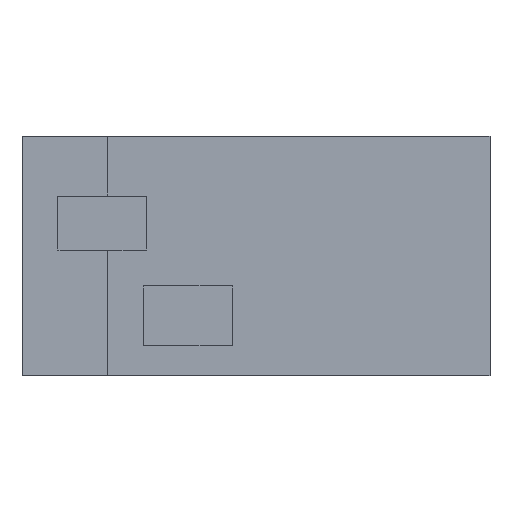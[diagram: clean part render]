
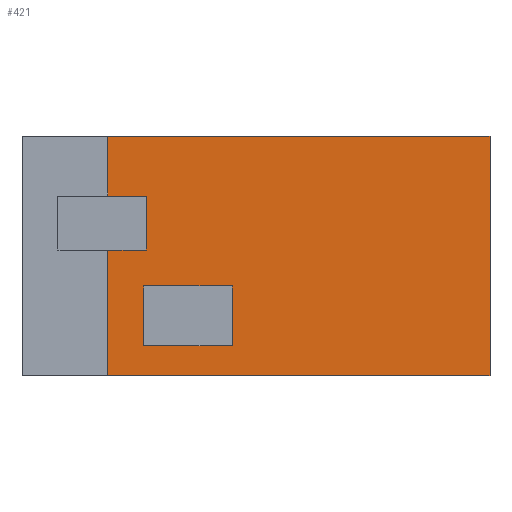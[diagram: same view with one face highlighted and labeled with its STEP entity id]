
A CAD part, left-side view. The second image highlights one B-rep face of the part: STEP entity #421.
In plain terms, the highlighted planar face has unit normal (-1, 0, 0).
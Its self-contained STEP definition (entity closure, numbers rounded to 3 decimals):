
#8 = EDGE_CURVE ( 'NONE', #1285, #899, #1520, .T. ) ;
#23 = LINE ( 'NONE', #952, #70 ) ;
#37 = VECTOR ( 'NONE', #1007, 1000. ) ;
#42 = VERTEX_POINT ( 'NONE', #1210 ) ;
#70 = VECTOR ( 'NONE', #1557, 1000. ) ;
#104 = CARTESIAN_POINT ( 'NONE',  ( 0., 43., 5. ) ) ;
#112 = CARTESIAN_POINT ( 'NONE',  ( 0., 43., 15. ) ) ;
#127 = CARTESIAN_POINT ( 'NONE',  ( 0., 43., 15. ) ) ;
#201 = DIRECTION ( 'NONE',  ( 0., 0., -1. ) ) ;
#205 = LINE ( 'NONE', #505, #37 ) ;
#207 = CARTESIAN_POINT ( 'NONE',  ( 0., 63.75, 40. ) ) ;
#233 = DIRECTION ( 'NONE',  ( 0., 0., -1. ) ) ;
#237 = LINE ( 'NONE', #1747, #850 ) ;
#245 = LINE ( 'NONE', #897, #1713 ) ;
#246 = DIRECTION ( 'NONE',  ( 0., -1., 0. ) ) ;
#284 = CARTESIAN_POINT ( 'NONE',  ( 0., 63.75, 21. ) ) ;
#362 = CARTESIAN_POINT ( 'NONE',  ( 0., 0., 40. ) ) ;
#391 = LINE ( 'NONE', #1298, #1741 ) ;
#402 = DIRECTION ( 'NONE',  ( 0., -1., 0. ) ) ;
#421 = ADVANCED_FACE ( 'NONE', ( #1232, #1875 ), #934, .T. ) ;
#436 = EDGE_CURVE ( 'NONE', #889, #1792, #1858, .T. ) ;
#468 = CARTESIAN_POINT ( 'NONE',  ( 0., 0., 40. ) ) ;
#471 = EDGE_CURVE ( 'NONE', #889, #1285, #1703, .T. ) ;
#505 = CARTESIAN_POINT ( 'NONE',  ( 0., 57.75, 5. ) ) ;
#509 = LINE ( 'NONE', #1755, #1969 ) ;
#577 = ORIENTED_EDGE ( 'NONE', *, *, #997, .T. ) ;
#600 = EDGE_CURVE ( 'NONE', #1792, #1364, #1579, .T. ) ;
#633 = VERTEX_POINT ( 'NONE', #680 ) ;
#675 = VECTOR ( 'NONE', #201, 1000. ) ;
#680 = CARTESIAN_POINT ( 'NONE',  ( 0., 57.75, 5. ) ) ;
#696 = DIRECTION ( 'NONE',  ( 0., 1., 0. ) ) ;
#723 = CARTESIAN_POINT ( 'NONE',  ( 0., 63.75, 30. ) ) ;
#741 = VECTOR ( 'NONE', #246, 1000. ) ;
#783 = DIRECTION ( 'NONE',  ( 0., 0., 1. ) ) ;
#793 = ORIENTED_EDGE ( 'NONE', *, *, #1797, .T. ) ;
#808 = CARTESIAN_POINT ( 'NONE',  ( 0., 0., 40. ) ) ;
#836 = CARTESIAN_POINT ( 'NONE',  ( 0., 63.75, 40. ) ) ;
#849 = VERTEX_POINT ( 'NONE', #1415 ) ;
#850 = VECTOR ( 'NONE', #856, 1000. ) ;
#856 = DIRECTION ( 'NONE',  ( 0., 0., -1. ) ) ;
#889 = VERTEX_POINT ( 'NONE', #362 ) ;
#897 = CARTESIAN_POINT ( 'NONE',  ( 0., 43., 5. ) ) ;
#899 = VERTEX_POINT ( 'NONE', #1740 ) ;
#914 = EDGE_LOOP ( 'NONE', ( #577, #1311, #1894, #1381 ) ) ;
#934 = PLANE ( 'NONE',  #1517 ) ;
#952 = CARTESIAN_POINT ( 'NONE',  ( 0., 72.05, 21. ) ) ;
#976 = EDGE_CURVE ( 'NONE', #633, #849, #205, .T. ) ;
#997 = EDGE_CURVE ( 'NONE', #1523, #1190, #391, .T. ) ;
#1007 = DIRECTION ( 'NONE',  ( 0., 0., 1. ) ) ;
#1014 = ORIENTED_EDGE ( 'NONE', *, *, #1888, .T. ) ;
#1033 = VERTEX_POINT ( 'NONE', #1887 ) ;
#1116 = DIRECTION ( 'NONE',  ( -1., 0., 0. ) ) ;
#1128 = VECTOR ( 'NONE', #1178, 1000. ) ;
#1137 = ORIENTED_EDGE ( 'NONE', *, *, #600, .T. ) ;
#1166 = CARTESIAN_POINT ( 'NONE',  ( 0., 72.05, 30. ) ) ;
#1178 = DIRECTION ( 'NONE',  ( 0., 1., 0. ) ) ;
#1190 = VERTEX_POINT ( 'NONE', #104 ) ;
#1210 = CARTESIAN_POINT ( 'NONE',  ( 0., 57.3, 21. ) ) ;
#1228 = VECTOR ( 'NONE', #1534, 1000. ) ;
#1231 = EDGE_LOOP ( 'NONE', ( #1348, #1793, #1669, #1500, #1949, #1137, #1014, #793 ) ) ;
#1232 = FACE_BOUND ( 'NONE', #914, .T. ) ;
#1242 = CARTESIAN_POINT ( 'NONE',  ( 0., 0., 40. ) ) ;
#1255 = EDGE_CURVE ( 'NONE', #42, #1617, #23, .T. ) ;
#1285 = VERTEX_POINT ( 'NONE', #1686 ) ;
#1298 = CARTESIAN_POINT ( 'NONE',  ( 0., 43., 5. ) ) ;
#1310 = DIRECTION ( 'NONE',  ( 0., 0., -1. ) ) ;
#1311 = ORIENTED_EDGE ( 'NONE', *, *, #1380, .T. ) ;
#1331 = EDGE_CURVE ( 'NONE', #849, #1523, #1350, .T. ) ;
#1348 = ORIENTED_EDGE ( 'NONE', *, *, #1255, .T. ) ;
#1350 = LINE ( 'NONE', #127, #1777 ) ;
#1364 = VERTEX_POINT ( 'NONE', #723 ) ;
#1380 = EDGE_CURVE ( 'NONE', #1190, #633, #245, .T. ) ;
#1381 = ORIENTED_EDGE ( 'NONE', *, *, #1331, .T. ) ;
#1415 = CARTESIAN_POINT ( 'NONE',  ( 0., 57.75, 15. ) ) ;
#1500 = ORIENTED_EDGE ( 'NONE', *, *, #471, .F. ) ;
#1517 = AXIS2_PLACEMENT_3D ( 'NONE', #468, #1116, #783 ) ;
#1520 = LINE ( 'NONE', #1937, #1128 ) ;
#1523 = VERTEX_POINT ( 'NONE', #112 ) ;
#1534 = DIRECTION ( 'NONE',  ( 0., 0., -1. ) ) ;
#1557 = DIRECTION ( 'NONE',  ( 0., 1., 0. ) ) ;
#1579 = LINE ( 'NONE', #836, #675 ) ;
#1617 = VERTEX_POINT ( 'NONE', #284 ) ;
#1669 = ORIENTED_EDGE ( 'NONE', *, *, #8, .F. ) ;
#1686 = CARTESIAN_POINT ( 'NONE',  ( 0., 0., 0. ) ) ;
#1703 = LINE ( 'NONE', #808, #1228 ) ;
#1713 = VECTOR ( 'NONE', #696, 1000. ) ;
#1729 = DIRECTION ( 'NONE',  ( 0., 1., 0. ) ) ;
#1740 = CARTESIAN_POINT ( 'NONE',  ( 0., 63.75, 0. ) ) ;
#1741 = VECTOR ( 'NONE', #233, 1000. ) ;
#1747 = CARTESIAN_POINT ( 'NONE',  ( 0., 63.75, 40. ) ) ;
#1755 = CARTESIAN_POINT ( 'NONE',  ( 0., 57.3, 21. ) ) ;
#1777 = VECTOR ( 'NONE', #402, 1000. ) ;
#1786 = EDGE_CURVE ( 'NONE', #1617, #899, #237, .T. ) ;
#1787 = LINE ( 'NONE', #1166, #741 ) ;
#1792 = VERTEX_POINT ( 'NONE', #207 ) ;
#1793 = ORIENTED_EDGE ( 'NONE', *, *, #1786, .T. ) ;
#1797 = EDGE_CURVE ( 'NONE', #1033, #42, #509, .T. ) ;
#1858 = LINE ( 'NONE', #1242, #1927 ) ;
#1875 = FACE_OUTER_BOUND ( 'NONE', #1231, .T. ) ;
#1887 = CARTESIAN_POINT ( 'NONE',  ( 0., 57.3, 30. ) ) ;
#1888 = EDGE_CURVE ( 'NONE', #1364, #1033, #1787, .T. ) ;
#1894 = ORIENTED_EDGE ( 'NONE', *, *, #976, .T. ) ;
#1927 = VECTOR ( 'NONE', #1729, 1000. ) ;
#1937 = CARTESIAN_POINT ( 'NONE',  ( 0., 0., 0. ) ) ;
#1949 = ORIENTED_EDGE ( 'NONE', *, *, #436, .T. ) ;
#1969 = VECTOR ( 'NONE', #1310, 1000. ) ;
